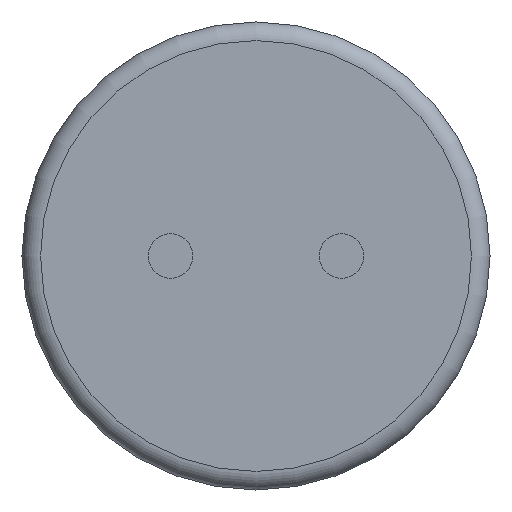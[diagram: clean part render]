
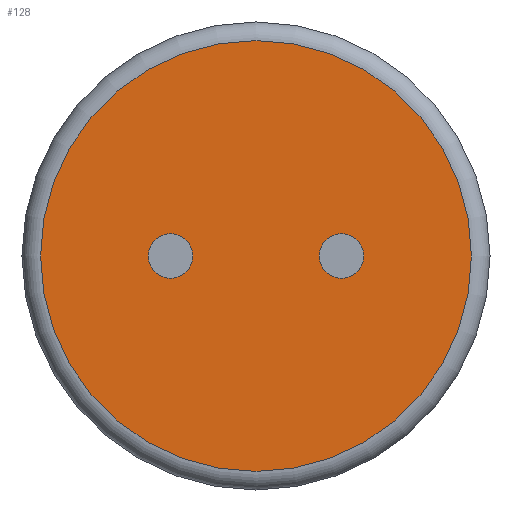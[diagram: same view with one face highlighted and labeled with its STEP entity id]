
A CAD part, front view. The second image highlights one B-rep face of the part: STEP entity #128.
In plain terms, the highlighted planar face has unit normal (0, -1, 0).
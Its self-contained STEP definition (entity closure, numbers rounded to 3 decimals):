
#15=FACE_BOUND('',#38,.T.);
#19=PLANE('',#161);
#27=FACE_OUTER_BOUND('',#37,.T.);
#37=EDGE_LOOP('',(#103));
#38=EDGE_LOOP('',(#104));
#51=CIRCLE('',#151,0.3);
#54=CIRCLE('',#156,2.9);
#63=VERTEX_POINT('',#224);
#66=VERTEX_POINT('',#232);
#74=EDGE_CURVE('',#63,#63,#51,.T.);
#77=EDGE_CURVE('',#66,#66,#54,.T.);
#103=ORIENTED_EDGE('',*,*,#77,.F.);
#104=ORIENTED_EDGE('',*,*,#74,.T.);
#128=ADVANCED_FACE('',(#27,#15),#19,.F.);
#151=AXIS2_PLACEMENT_3D('',#226,#178,#179);
#156=AXIS2_PLACEMENT_3D('',#234,#188,#189);
#161=AXIS2_PLACEMENT_3D('',#242,#199,#200);
#178=DIRECTION('center_axis',(0.,1.,0.));
#179=DIRECTION('ref_axis',(1.,0.,0.));
#188=DIRECTION('center_axis',(0.,1.,0.));
#189=DIRECTION('ref_axis',(1.,0.,0.));
#199=DIRECTION('center_axis',(0.,1.,0.));
#200=DIRECTION('ref_axis',(1.,0.,0.));
#224=CARTESIAN_POINT('',(0.85,0.,0.));
#226=CARTESIAN_POINT('Origin',(1.15,0.,0.));
#232=CARTESIAN_POINT('',(0.,0.,-2.9));
#234=CARTESIAN_POINT('Origin',(0.,0.,0.));
#242=CARTESIAN_POINT('Origin',(0.,0.,0.));
